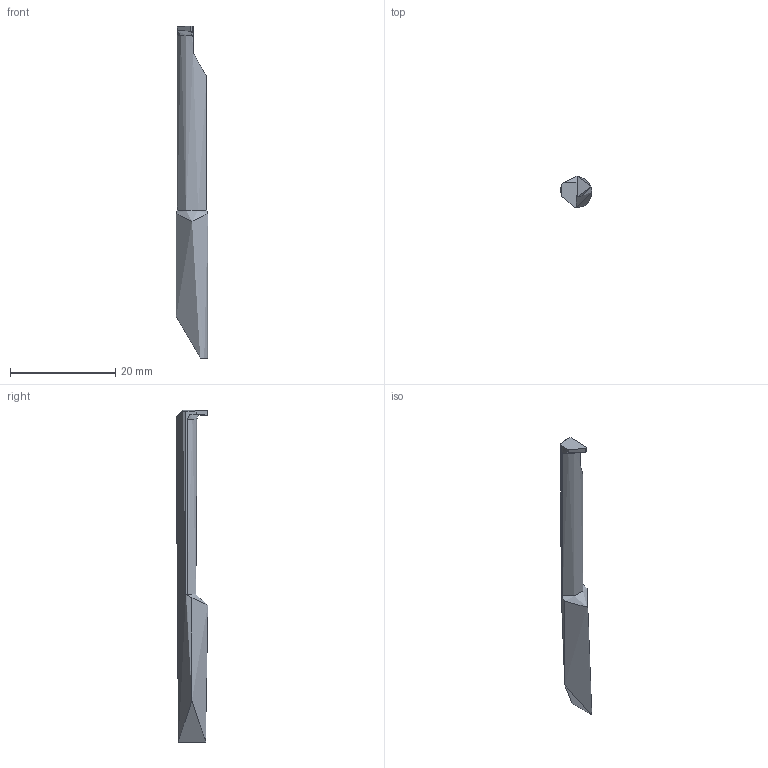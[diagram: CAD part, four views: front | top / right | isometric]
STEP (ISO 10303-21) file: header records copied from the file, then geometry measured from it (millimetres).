
FILE_DESCRIPTION (( 'STEP AP203' ), '1' );
FILE_NAME ('NCGS6R-62.35-100x18 [NCGS06R6235100T].STEP', '2023-06-05T00:43:45', ( '' ), ( '' ), 'SwSTEP 2.0', 'SolidWorks 2018', '' );
FILE_SCHEMA (( 'CONFIG_CONTROL_DESIGN' ));
Length unit declared in the file: millimetre
Products named in the file (1): NCGS6R-62.35-100x18 [NCGS06R6235100T]
Bounding box: 6 x 5.99 x 63 mm (x, y, z)
Volume: 1218.2 mm3; surface area: 1031.2 mm2
Topology: 1 solids, 1 shells, 20 faces, 52 edges, 34 vertices
Faces by surface type: plane 11, cylinder 5, cone 2, bspline 1, sphere 1
Entity records: 883 total; most frequent: CARTESIAN_POINT 354, ORIENTED_EDGE 104, DIRECTION 82, EDGE_CURVE 52, VERTEX_POINT 34, AXIS2_PLACEMENT_3D 30, LINE 22, VECTOR 22
